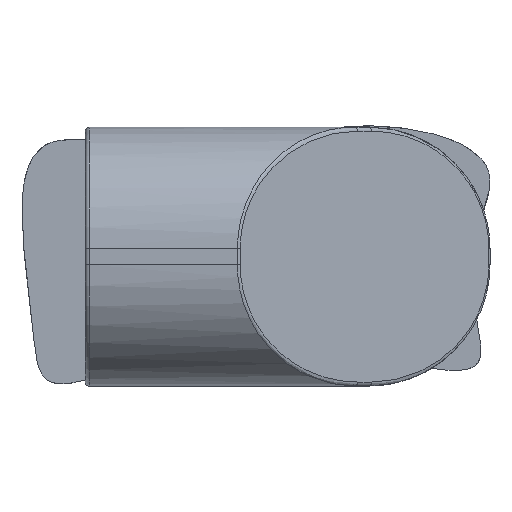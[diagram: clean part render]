
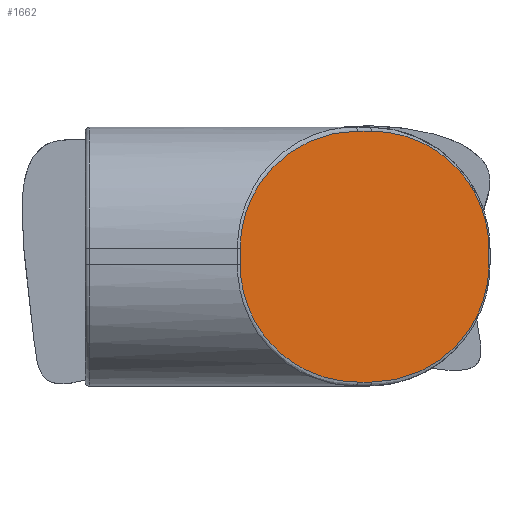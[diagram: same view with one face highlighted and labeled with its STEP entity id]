
A CAD part, front view. The second image highlights one B-rep face of the part: STEP entity #1662.
In plain terms, the highlighted planar face has unit normal (0.707, -0.707, 0).
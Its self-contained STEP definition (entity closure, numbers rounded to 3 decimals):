
#52 = CARTESIAN_POINT ( 'NONE',  ( 33.646, -3.354, 15.5 ) ) ;
#81 = VECTOR ( 'NONE', #3825, 1000. ) ;
#206 = EDGE_LOOP ( 'NONE', ( #2574, #976, #3023, #958, #2847, #3729, #3324, #1226 ) ) ;
#236 = DIRECTION ( 'NONE',  ( 0., 0., -1. ) ) ;
#258 = EDGE_CURVE ( 'NONE', #1705, #3160, #903, .T. ) ;
#439 = EDGE_CURVE ( 'NONE', #3020, #1764, #2277, .T. ) ;
#454 = CARTESIAN_POINT ( 'NONE',  ( 19.146, -17.854, 1. ) ) ;
#470 = CARTESIAN_POINT ( 'NONE',  ( 19.146, -17.854, 9.494 ) ) ;
#474 = CARTESIAN_POINT ( 'NONE',  ( 49.854, 12.854, 24. ) ) ;
#521 = CARTESIAN_POINT ( 'NONE',  ( 35.354, -1.646, 15.5 ) ) ;
#527 = CARTESIAN_POINT ( 'NONE',  ( 49.854, 12.854, 1. ) ) ;
#558 = CARTESIAN_POINT ( 'NONE',  ( 43.847, 6.847, 15.5 ) ) ;
#603 = EDGE_CURVE ( 'NONE', #4598, #3020, #3564, .T. ) ;
#694 = EDGE_CURVE ( 'NONE', #1290, #4598, #759, .T. ) ;
#696 = CARTESIAN_POINT ( 'NONE',  ( 49.854, 12.854, 9.494 ) ) ;
#708 = DIRECTION ( 'NONE',  ( 0., 0., 1. ) ) ;
#759 =( BOUNDED_CURVE ( )  B_SPLINE_CURVE ( 3, ( #3663, #3742, #3757, #3525 ),
 .UNSPECIFIED., .F., .T. ) 
 B_SPLINE_CURVE_WITH_KNOTS ( ( 4, 4 ),
 ( 0., 1.571 ),
 .UNSPECIFIED. ) 
 CURVE ( )  GEOMETRIC_REPRESENTATION_ITEM ( )  RATIONAL_B_SPLINE_CURVE ( ( 1., 0.805, 0.805, 1. ) ) 
 REPRESENTATION_ITEM ( '' )  );
#864 = CARTESIAN_POINT ( 'NONE',  ( 33.646, -3.354, 15.5 ) ) ;
#875 = CARTESIAN_POINT ( 'NONE',  ( 25.153, -11.847, 15.5 ) ) ;
#903 = LINE ( 'NONE', #4063, #1850 ) ;
#938 = EDGE_CURVE ( 'NONE', #1644, #1705, #2705, .T. ) ;
#958 = ORIENTED_EDGE ( 'NONE', *, *, #603, .T. ) ;
#976 = ORIENTED_EDGE ( 'NONE', *, *, #4782, .T. ) ;
#1129 = CARTESIAN_POINT ( 'NONE',  ( 35.354, -1.646, 15.5 ) ) ;
#1226 = ORIENTED_EDGE ( 'NONE', *, *, #258, .T. ) ;
#1290 = VERTEX_POINT ( 'NONE', #2576 ) ;
#1363 = CARTESIAN_POINT ( 'NONE',  ( 35.354, -1.646, -15.5 ) ) ;
#1399 = VECTOR ( 'NONE', #236, 1000. ) ;
#1403 = CARTESIAN_POINT ( 'NONE',  ( 35.354, -1.646, -15.5 ) ) ;
#1644 = VERTEX_POINT ( 'NONE', #3288 ) ;
#1662 = ADVANCED_FACE ( 'NONE', ( #3471 ), #3230, .F. ) ;
#1705 = VERTEX_POINT ( 'NONE', #1129 ) ;
#1764 = VERTEX_POINT ( 'NONE', #2460 ) ;
#1799 = AXIS2_PLACEMENT_3D ( 'NONE', #2520, #3728, #1853 ) ;
#1850 = VECTOR ( 'NONE', #2088, 1000. ) ;
#1853 = DIRECTION ( 'NONE',  ( -0.707, -0.707, 0. ) ) ;
#2088 = DIRECTION ( 'NONE',  ( -0.707, -0.707, 0. ) ) ;
#2277 =( BOUNDED_CURVE ( )  B_SPLINE_CURVE ( 3, ( #1363, #3244, #4191, #5213 ),
 .UNSPECIFIED., .F., .T. ) 
 B_SPLINE_CURVE_WITH_KNOTS ( ( 4, 4 ),
 ( 4.712, 6.283 ),
 .UNSPECIFIED. ) 
 CURVE ( )  GEOMETRIC_REPRESENTATION_ITEM ( )  RATIONAL_B_SPLINE_CURVE ( ( 1., 0.805, 0.805, 1. ) ) 
 REPRESENTATION_ITEM ( '' )  );
#2375 = CARTESIAN_POINT ( 'NONE',  ( 19.146, -17.854, 1. ) ) ;
#2460 = CARTESIAN_POINT ( 'NONE',  ( 49.854, 12.854, -1. ) ) ;
#2490 = VECTOR ( 'NONE', #708, 1000. ) ;
#2520 = CARTESIAN_POINT ( 'NONE',  ( 50., 13., 24. ) ) ;
#2574 = ORIENTED_EDGE ( 'NONE', *, *, #4775, .T. ) ;
#2576 = CARTESIAN_POINT ( 'NONE',  ( 19.146, -17.854, -1. ) ) ;
#2705 =( BOUNDED_CURVE ( )  B_SPLINE_CURVE ( 3, ( #527, #696, #558, #521 ),
 .UNSPECIFIED., .F., .F. ) 
 B_SPLINE_CURVE_WITH_KNOTS ( ( 4, 4 ),
 ( 3.142, 4.712 ),
 .UNSPECIFIED. ) 
 CURVE ( )  GEOMETRIC_REPRESENTATION_ITEM ( )  RATIONAL_B_SPLINE_CURVE ( ( 1., 0.805, 0.805, 1. ) ) 
 REPRESENTATION_ITEM ( '' )  );
#2847 = ORIENTED_EDGE ( 'NONE', *, *, #439, .T. ) ;
#3020 = VERTEX_POINT ( 'NONE', #1403 ) ;
#3023 = ORIENTED_EDGE ( 'NONE', *, *, #694, .T. ) ;
#3027 =( BOUNDED_CURVE ( )  B_SPLINE_CURVE ( 3, ( #864, #875, #470, #454 ),
 .UNSPECIFIED., .F., .T. ) 
 B_SPLINE_CURVE_WITH_KNOTS ( ( 4, 4 ),
 ( 4.712, 6.283 ),
 .UNSPECIFIED. ) 
 CURVE ( )  GEOMETRIC_REPRESENTATION_ITEM ( )  RATIONAL_B_SPLINE_CURVE ( ( 1., 0.805, 0.805, 1. ) ) 
 REPRESENTATION_ITEM ( '' )  );
#3160 = VERTEX_POINT ( 'NONE', #52 ) ;
#3230 = PLANE ( 'NONE',  #1799 ) ;
#3244 = CARTESIAN_POINT ( 'NONE',  ( 43.847, 6.847, -15.5 ) ) ;
#3288 = CARTESIAN_POINT ( 'NONE',  ( 49.854, 12.854, 1. ) ) ;
#3324 = ORIENTED_EDGE ( 'NONE', *, *, #938, .T. ) ;
#3471 = FACE_OUTER_BOUND ( 'NONE', #206, .T. ) ;
#3490 = VERTEX_POINT ( 'NONE', #2375 ) ;
#3525 = CARTESIAN_POINT ( 'NONE',  ( 33.646, -3.354, -15.5 ) ) ;
#3564 = LINE ( 'NONE', #5127, #81 ) ;
#3663 = CARTESIAN_POINT ( 'NONE',  ( 19.146, -17.854, -1. ) ) ;
#3680 = EDGE_CURVE ( 'NONE', #1764, #1644, #4858, .T. ) ;
#3714 = LINE ( 'NONE', #4797, #1399 ) ;
#3728 = DIRECTION ( 'NONE',  ( -0.707, 0.707, 0. ) ) ;
#3729 = ORIENTED_EDGE ( 'NONE', *, *, #3680, .T. ) ;
#3742 = CARTESIAN_POINT ( 'NONE',  ( 19.146, -17.854, -9.494 ) ) ;
#3757 = CARTESIAN_POINT ( 'NONE',  ( 25.153, -11.847, -15.5 ) ) ;
#3825 = DIRECTION ( 'NONE',  ( 0.707, 0.707, 0. ) ) ;
#4056 = CARTESIAN_POINT ( 'NONE',  ( 33.646, -3.354, -15.5 ) ) ;
#4063 = CARTESIAN_POINT ( 'NONE',  ( 50., 13., 15.5 ) ) ;
#4191 = CARTESIAN_POINT ( 'NONE',  ( 49.854, 12.854, -9.494 ) ) ;
#4598 = VERTEX_POINT ( 'NONE', #4056 ) ;
#4775 = EDGE_CURVE ( 'NONE', #3160, #3490, #3027, .T. ) ;
#4782 = EDGE_CURVE ( 'NONE', #3490, #1290, #3714, .T. ) ;
#4797 = CARTESIAN_POINT ( 'NONE',  ( 19.146, -17.854, 24. ) ) ;
#4858 = LINE ( 'NONE', #474, #2490 ) ;
#5127 = CARTESIAN_POINT ( 'NONE',  ( 50., 13., -15.5 ) ) ;
#5213 = CARTESIAN_POINT ( 'NONE',  ( 49.854, 12.854, -1. ) ) ;
